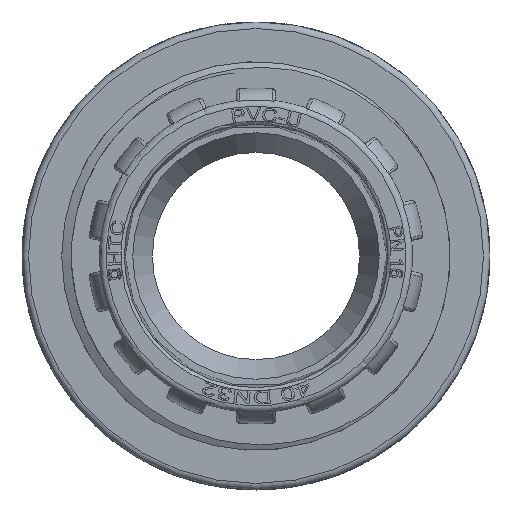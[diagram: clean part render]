
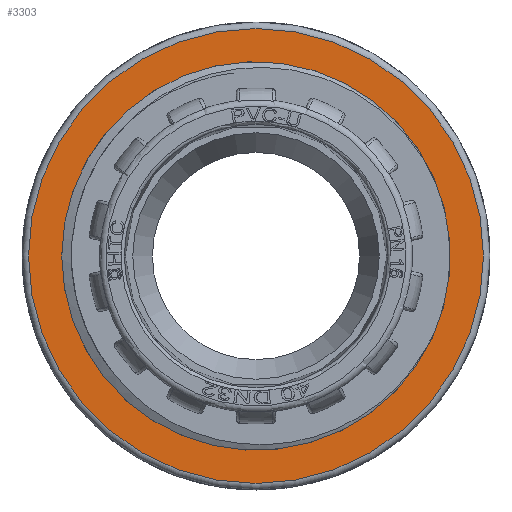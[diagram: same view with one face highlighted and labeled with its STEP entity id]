
A CAD part, front view. The second image highlights one B-rep face of the part: STEP entity #3303.
In plain terms, the highlighted planar face has unit normal (0, -1, 0).
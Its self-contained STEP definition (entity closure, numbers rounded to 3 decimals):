
#3303=ADVANCED_FACE('',(#5654,#5655),#3995,.T.);
#3995=PLANE('',#15773);
#5654=FACE_BOUND('',#6005,.T.);
#5655=FACE_BOUND('',#6006,.T.);
#6005=EDGE_LOOP('',(#8061));
#6006=EDGE_LOOP('',(#8062));
#8061=ORIENTED_EDGE('',*,*,#13438,.T.);
#8062=ORIENTED_EDGE('',*,*,#13437,.T.);
#11731=VERTEX_POINT('',#28801);
#11732=VERTEX_POINT('',#29398);
#13437=EDGE_CURVE('',#11731,#11731,#15157,.T.);
#13438=EDGE_CURVE('',#11732,#11732,#15158,.T.);
#15157=CIRCLE('',#15769,29.807);
#15158=CIRCLE('',#15771,34.9);
#15769=AXIS2_PLACEMENT_3D('',#28800,#17391,#17392);
#15771=AXIS2_PLACEMENT_3D('',#29397,#17395,#17396);
#15773=AXIS2_PLACEMENT_3D('',#29400,#17399,#17400);
#17391=DIRECTION('',(0.,1.,0.));
#17392=DIRECTION('',(-1.,0.,0.));
#17395=DIRECTION('',(0.,-1.,0.));
#17396=DIRECTION('',(-1.,0.,0.));
#17399=DIRECTION('',(0.,-1.,0.));
#17400=DIRECTION('',(-1.,0.,0.));
#28800=CARTESIAN_POINT('',(863.136,98.975,0.));
#28801=CARTESIAN_POINT('',(833.329,98.975,0.));
#29397=CARTESIAN_POINT('',(863.136,98.975,0.));
#29398=CARTESIAN_POINT('',(828.236,98.975,0.));
#29400=CARTESIAN_POINT('',(863.136,98.975,0.));
